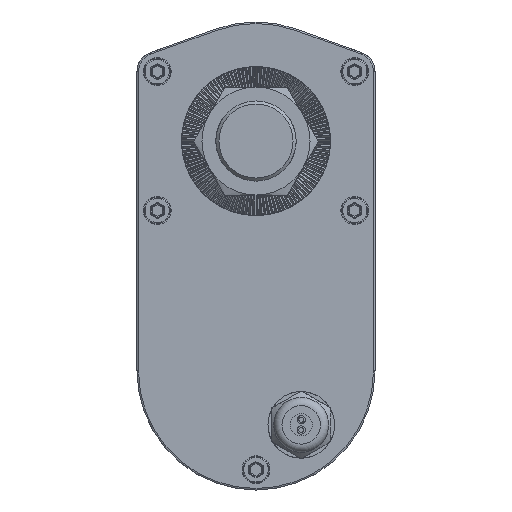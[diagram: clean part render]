
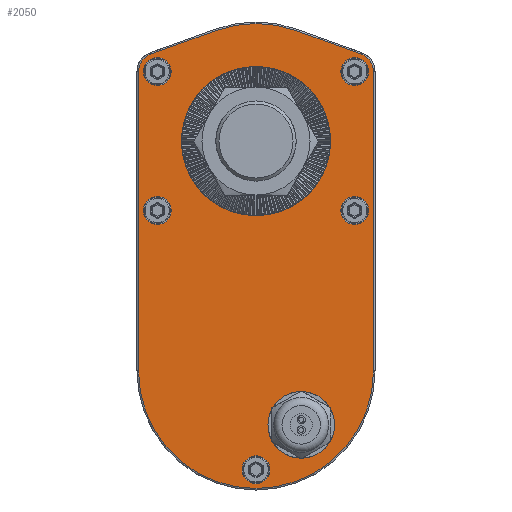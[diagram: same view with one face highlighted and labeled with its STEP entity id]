
A CAD part, front view. The second image highlights one B-rep face of the part: STEP entity #2050.
In plain terms, the highlighted planar face has unit normal (0, -1, 0).
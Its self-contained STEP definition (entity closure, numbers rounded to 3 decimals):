
#2050 = ADVANCED_FACE( '', ( #4510, #4511, #4512, #4513, #4514, #4515, #4516, #4517 ), #4518, .T. );
#4510 = FACE_BOUND( '', #11239, .T. );
#4511 = FACE_BOUND( '', #11240, .T. );
#4512 = FACE_BOUND( '', #11241, .T. );
#4513 = FACE_BOUND( '', #11242, .T. );
#4514 = FACE_BOUND( '', #11243, .T. );
#4515 = FACE_BOUND( '', #11244, .T. );
#4516 = FACE_OUTER_BOUND( '', #11245, .T. );
#4517 = FACE_BOUND( '', #11246, .T. );
#4518 = PLANE( '', #11247 );
#11239 = EDGE_LOOP( '', ( #19073 ) );
#11240 = EDGE_LOOP( '', ( #19074 ) );
#11241 = EDGE_LOOP( '', ( #19075 ) );
#11242 = EDGE_LOOP( '', ( #19076 ) );
#11243 = EDGE_LOOP( '', ( #19077 ) );
#11244 = EDGE_LOOP( '', ( #19078 ) );
#11245 = EDGE_LOOP( '', ( #19079, #19080, #19081, #19082, #19083, #19084, #19085, #19086 ) );
#11246 = EDGE_LOOP( '', ( #19087 ) );
#11247 = AXIS2_PLACEMENT_3D( '', #19088, #19089, #19090 );
#19073 = ORIENTED_EDGE( '', *, *, #22342, .F. );
#19074 = ORIENTED_EDGE( '', *, *, #24726, .T. );
#19075 = ORIENTED_EDGE( '', *, *, #24399, .T. );
#19076 = ORIENTED_EDGE( '', *, *, #24727, .T. );
#19077 = ORIENTED_EDGE( '', *, *, #23859, .T. );
#19078 = ORIENTED_EDGE( '', *, *, #24355, .T. );
#19079 = ORIENTED_EDGE( '', *, *, #24316, .T. );
#19080 = ORIENTED_EDGE( '', *, *, #24231, .T. );
#19081 = ORIENTED_EDGE( '', *, *, #24728, .T. );
#19082 = ORIENTED_EDGE( '', *, *, #23031, .T. );
#19083 = ORIENTED_EDGE( '', *, *, #22942, .T. );
#19084 = ORIENTED_EDGE( '', *, *, #24729, .T. );
#19085 = ORIENTED_EDGE( '', *, *, #24321, .T. );
#19086 = ORIENTED_EDGE( '', *, *, #24121, .T. );
#19087 = ORIENTED_EDGE( '', *, *, #22588, .F. );
#19088 = CARTESIAN_POINT( '', ( 0., 24.5, -74.5 ) );
#19089 = DIRECTION( '', ( 0., -1., 0. ) );
#19090 = DIRECTION( '', ( 0., 0., -1. ) );
#22342 = EDGE_CURVE( '', #25527, #25527, #25528, .T. );
#22588 = EDGE_CURVE( '', #25967, #25967, #25968, .T. );
#22942 = EDGE_CURVE( '', #26658, #26656, #26659, .T. );
#23031 = EDGE_CURVE( '', #26801, #26658, #26802, .T. );
#23859 = EDGE_CURVE( '', #28077, #28077, #28078, .T. );
#24121 = EDGE_CURVE( '', #28433, #28435, #28437, .T. );
#24231 = EDGE_CURVE( '', #28586, #28588, #28590, .T. );
#24316 = EDGE_CURVE( '', #28435, #28586, #28699, .T. );
#24321 = EDGE_CURVE( '', #28703, #28433, #28705, .T. );
#24355 = EDGE_CURVE( '', #28747, #28747, #28748, .T. );
#24399 = EDGE_CURVE( '', #28804, #28804, #28805, .T. );
#24726 = EDGE_CURVE( '', #29222, #29222, #29223, .T. );
#24727 = EDGE_CURVE( '', #29224, #29224, #29225, .T. );
#24728 = EDGE_CURVE( '', #28588, #26801, #29226, .T. );
#24729 = EDGE_CURVE( '', #26656, #28703, #29227, .T. );
#25527 = VERTEX_POINT( '', #30143 );
#25528 = CIRCLE( '', #30144, 7.875 );
#25967 = VERTEX_POINT( '', #31370 );
#25968 = CIRCLE( '', #31371, 24.1 );
#26656 = VERTEX_POINT( '', #32313 );
#26658 = VERTEX_POINT( '', #32315 );
#26659 = CIRCLE( '', #32316, 6.08 );
#26801 = VERTEX_POINT( '', #32535 );
#26802 = LINE( '', #32536, #32537 );
#28077 = VERTEX_POINT( '', #35605 );
#28078 = CIRCLE( '', #35606, 4.5 );
#28433 = VERTEX_POINT( '', #36481 );
#28435 = VERTEX_POINT( '', #36483 );
#28437 = LINE( '', #36485, #36486 );
#28586 = VERTEX_POINT( '', #36744 );
#28588 = VERTEX_POINT( '', #36746 );
#28590 = LINE( '', #36748, #36749 );
#28699 = CIRCLE( '', #37022, 6.08 );
#28703 = VERTEX_POINT( '', #37026 );
#28705 = CIRCLE( '', #37028, 38.08 );
#28747 = VERTEX_POINT( '', #37121 );
#28748 = CIRCLE( '', #37122, 4.5 );
#28804 = VERTEX_POINT( '', #37203 );
#28805 = CIRCLE( '', #37204, 4.5 );
#29222 = VERTEX_POINT( '', #37978 );
#29223 = CIRCLE( '', #37979, 4.5 );
#29224 = VERTEX_POINT( '', #37980 );
#29225 = CIRCLE( '', #37981, 4.5 );
#29226 = CIRCLE( '', #37982, 38.08 );
#29227 = LINE( '', #37983, #37984 );
#30143 = CARTESIAN_POINT( '', ( 14.66, 24.5, -99.845 ) );
#30144 = AXIS2_PLACEMENT_3D( '', #39693, #39694, #39695 );
#31370 = CARTESIAN_POINT( '', ( 0., 24.5, -24.1 ) );
#31371 = AXIS2_PLACEMENT_3D( '', #39975, #39976, #39977 );
#32313 = CARTESIAN_POINT( '', ( -38.08, 24.5, 22.46 ) );
#32315 = CARTESIAN_POINT( '', ( -34.067, 24.5, 28.178 ) );
#32316 = AXIS2_PLACEMENT_3D( '', #41013, #41014, #41015 );
#32535 = CARTESIAN_POINT( '', ( -12.944, 24.5, 35.813 ) );
#32536 = CARTESIAN_POINT( '', ( -36.76, 24.5, 27.204 ) );
#32537 = VECTOR( '', #41105, 1000. );
#35605 = CARTESIAN_POINT( '', ( 0., 24.5, -111. ) );
#35606 = AXIS2_PLACEMENT_3D( '', #41893, #41894, #41895 );
#36481 = CARTESIAN_POINT( '', ( 38.08, 24.5, -74.5 ) );
#36483 = CARTESIAN_POINT( '', ( 38.08, 24.5, 22.46 ) );
#36485 = CARTESIAN_POINT( '', ( 38.08, 24.5, -74.5 ) );
#36486 = VECTOR( '', #42134, 1000. );
#36744 = CARTESIAN_POINT( '', ( 34.067, 24.5, 28.178 ) );
#36746 = CARTESIAN_POINT( '', ( 12.944, 24.5, 35.813 ) );
#36748 = CARTESIAN_POINT( '', ( 36.76, 24.5, 27.204 ) );
#36749 = VECTOR( '', #42238, 1000. );
#37022 = AXIS2_PLACEMENT_3D( '', #42318, #42319, #42320 );
#37026 = CARTESIAN_POINT( '', ( -38.08, 24.5, -74.5 ) );
#37028 = AXIS2_PLACEMENT_3D( '', #42327, #42328, #42329 );
#37121 = CARTESIAN_POINT( '', ( -32., 24.5, 18. ) );
#37122 = AXIS2_PLACEMENT_3D( '', #42352, #42353, #42354 );
#37203 = CARTESIAN_POINT( '', ( 32., 24.5, -27. ) );
#37204 = AXIS2_PLACEMENT_3D( '', #42398, #42399, #42400 );
#37978 = CARTESIAN_POINT( '', ( 32., 24.5, 18. ) );
#37979 = AXIS2_PLACEMENT_3D( '', #42674, #42675, #42676 );
#37980 = CARTESIAN_POINT( '', ( -32., 24.5, -27. ) );
#37981 = AXIS2_PLACEMENT_3D( '', #42677, #42678, #42679 );
#37982 = AXIS2_PLACEMENT_3D( '', #42680, #42681, #42682 );
#37983 = CARTESIAN_POINT( '', ( -38.08, 24.5, -74.5 ) );
#37984 = VECTOR( '', #42683, 1000. );
#39693 = CARTESIAN_POINT( '', ( 14.66, 24.5, -91.97 ) );
#39694 = DIRECTION( '', ( 0., -1., 0. ) );
#39695 = DIRECTION( '', ( 0., 0., -1. ) );
#39975 = CARTESIAN_POINT( '', ( 0., 24.5, 0. ) );
#39976 = DIRECTION( '', ( 0., -1., 0. ) );
#39977 = DIRECTION( '', ( 0., 0., -1. ) );
#41013 = CARTESIAN_POINT( '', ( -32., 24.5, 22.46 ) );
#41014 = DIRECTION( '', ( 0., -1., 0. ) );
#41015 = DIRECTION( '', ( 0., 0., -1. ) );
#41105 = DIRECTION( '', ( -0.94, 0., -0.34 ) );
#41893 = CARTESIAN_POINT( '', ( 0., 24.5, -106.5 ) );
#41894 = DIRECTION( '', ( 0., 1., 0. ) );
#41895 = DIRECTION( '', ( 0., 0., -1. ) );
#42134 = DIRECTION( '', ( 0., 0., 1. ) );
#42238 = DIRECTION( '', ( -0.94, 0., 0.34 ) );
#42318 = CARTESIAN_POINT( '', ( 32., 24.5, 22.46 ) );
#42319 = DIRECTION( '', ( 0., -1., 0. ) );
#42320 = DIRECTION( '', ( 0., 0., -1. ) );
#42327 = CARTESIAN_POINT( '', ( 0., 24.5, -74.5 ) );
#42328 = DIRECTION( '', ( 0., -1., 0. ) );
#42329 = DIRECTION( '', ( 0., 0., -1. ) );
#42352 = CARTESIAN_POINT( '', ( -32., 24.5, 22.5 ) );
#42353 = DIRECTION( '', ( 0., 1., 0. ) );
#42354 = DIRECTION( '', ( 0., 0., -1. ) );
#42398 = CARTESIAN_POINT( '', ( 32., 24.5, -22.5 ) );
#42399 = DIRECTION( '', ( 0., 1., 0. ) );
#42400 = DIRECTION( '', ( 0., 0., -1. ) );
#42674 = CARTESIAN_POINT( '', ( 32., 24.5, 22.5 ) );
#42675 = DIRECTION( '', ( 0., 1., 0. ) );
#42676 = DIRECTION( '', ( 0., 0., -1. ) );
#42677 = CARTESIAN_POINT( '', ( -32., 24.5, -22.5 ) );
#42678 = DIRECTION( '', ( 0., 1., 0. ) );
#42679 = DIRECTION( '', ( 0., 0., -1. ) );
#42680 = CARTESIAN_POINT( '', ( 0., 24.5, 0. ) );
#42681 = DIRECTION( '', ( 0., -1., 0. ) );
#42682 = DIRECTION( '', ( 0., 0., -1. ) );
#42683 = DIRECTION( '', ( 0., 0., -1. ) );
